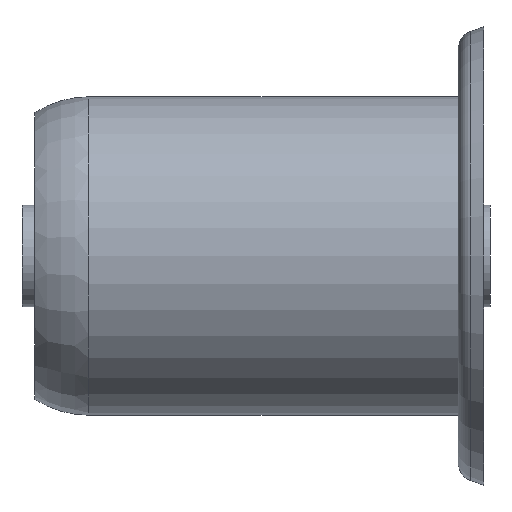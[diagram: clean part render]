
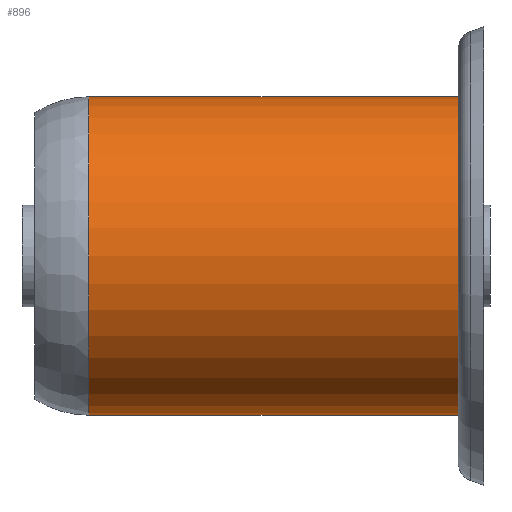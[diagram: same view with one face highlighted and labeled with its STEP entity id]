
A CAD part, front view. The second image highlights one B-rep face of the part: STEP entity #896.
In plain terms, the highlighted cylindrical face has radius 25 mm (diameter 50 mm), a partial arc.
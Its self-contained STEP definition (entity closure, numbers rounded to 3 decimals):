
#167 = CYLINDRICAL_SURFACE ( 'NONE', #696, 25. ) ;
#188 = AXIS2_PLACEMENT_3D ( 'NONE', #1013, #918, #265 ) ;
#240 = VERTEX_POINT ( 'NONE', #1371 ) ;
#250 = VERTEX_POINT ( 'NONE', #899 ) ;
#265 = DIRECTION ( 'NONE',  ( 0., 0., 1. ) ) ;
#268 = DIRECTION ( 'NONE',  ( 0., 0., 1. ) ) ;
#308 = VERTEX_POINT ( 'NONE', #1560 ) ;
#360 = ORIENTED_EDGE ( 'NONE', *, *, #957, .T. ) ;
#386 = DIRECTION ( 'NONE',  ( -1., 0., 0. ) ) ;
#409 = CARTESIAN_POINT ( 'NONE',  ( -4.771, 0., -25. ) ) ;
#625 = EDGE_CURVE ( 'NONE', #308, #250, #1462, .T. ) ;
#696 = AXIS2_PLACEMENT_3D ( 'NONE', #1553, #820, #1454 ) ;
#719 = ORIENTED_EDGE ( 'NONE', *, *, #1232, .F. ) ;
#756 = ORIENTED_EDGE ( 'NONE', *, *, #625, .F. ) ;
#779 = VERTEX_POINT ( 'NONE', #799 ) ;
#799 = CARTESIAN_POINT ( 'NONE',  ( 68.5, 0., -25. ) ) ;
#820 = DIRECTION ( 'NONE',  ( -1., 0., 0. ) ) ;
#894 = DIRECTION ( 'NONE',  ( -1., 0., 0. ) ) ;
#896 = ADVANCED_FACE ( 'NONE', ( #1326 ), #167, .T. ) ;
#899 = CARTESIAN_POINT ( 'NONE',  ( 10.5, 0., 25. ) ) ;
#918 = DIRECTION ( 'NONE',  ( -1., 0., 0. ) ) ;
#957 = EDGE_CURVE ( 'NONE', #779, #240, #1459, .T. ) ;
#1013 = CARTESIAN_POINT ( 'NONE',  ( 68.5, 0., 0. ) ) ;
#1075 = LINE ( 'NONE', #1134, #1554 ) ;
#1081 = ORIENTED_EDGE ( 'NONE', *, *, #1203, .T. ) ;
#1134 = CARTESIAN_POINT ( 'NONE',  ( -4.771, 0., 25. ) ) ;
#1138 = CARTESIAN_POINT ( 'NONE',  ( 10.5, 0., 0. ) ) ;
#1150 = DIRECTION ( 'NONE',  ( -1., 0., 0. ) ) ;
#1179 = EDGE_LOOP ( 'NONE', ( #719, #360, #1081, #756 ) ) ;
#1203 = EDGE_CURVE ( 'NONE', #240, #250, #1075, .T. ) ;
#1232 = EDGE_CURVE ( 'NONE', #779, #308, #1324, .T. ) ;
#1324 = LINE ( 'NONE', #409, #1402 ) ;
#1326 = FACE_OUTER_BOUND ( 'NONE', #1179, .T. ) ;
#1371 = CARTESIAN_POINT ( 'NONE',  ( 68.5, 0., 25. ) ) ;
#1397 = AXIS2_PLACEMENT_3D ( 'NONE', #1138, #386, #268 ) ;
#1402 = VECTOR ( 'NONE', #1150, 1000. ) ;
#1454 = DIRECTION ( 'NONE',  ( 0., 0., 1. ) ) ;
#1459 = CIRCLE ( 'NONE', #188, 25. ) ;
#1462 = CIRCLE ( 'NONE', #1397, 25. ) ;
#1553 = CARTESIAN_POINT ( 'NONE',  ( -4.771, 0., 0. ) ) ;
#1554 = VECTOR ( 'NONE', #894, 1000. ) ;
#1560 = CARTESIAN_POINT ( 'NONE',  ( 10.5, 0., -25. ) ) ;
